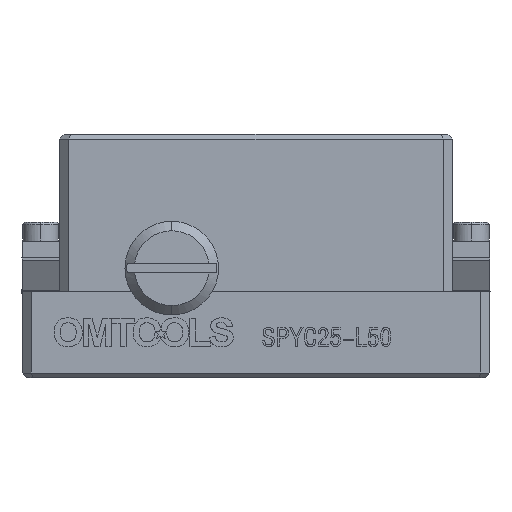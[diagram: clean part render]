
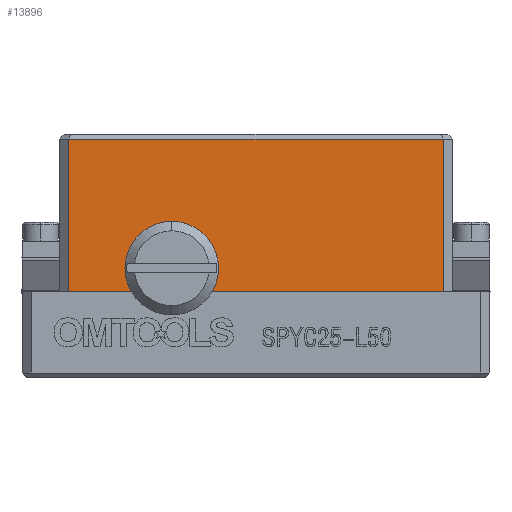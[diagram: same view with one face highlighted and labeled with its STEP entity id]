
A CAD part, front view. The second image highlights one B-rep face of the part: STEP entity #13896.
In plain terms, the highlighted planar face has unit normal (0, -1, 0).
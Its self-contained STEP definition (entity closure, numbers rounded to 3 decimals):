
#331 = EDGE_CURVE ( 'NONE', #14145, #7780, #2693, .T. ) ;
#840 = VECTOR ( 'NONE', #10369, 1000. ) ;
#1769 = DIRECTION ( 'NONE',  ( 1., 0., 0. ) ) ;
#1814 = VECTOR ( 'NONE', #4383, 1000. ) ;
#1980 = CARTESIAN_POINT ( 'NONE',  ( -42.435, -12.5, 25.42 ) ) ;
#2126 = DIRECTION ( 'NONE',  ( 0., 0., 1. ) ) ;
#2693 = LINE ( 'NONE', #9331, #2913 ) ;
#2737 = EDGE_CURVE ( 'NONE', #11433, #4970, #2991, .T. ) ;
#2814 = AXIS2_PLACEMENT_3D ( 'NONE', #11390, #3478, #1769 ) ;
#2913 = VECTOR ( 'NONE', #7884, 1000. ) ;
#2991 = CIRCLE ( 'NONE', #13156, 1.5 ) ;
#3115 = FACE_OUTER_BOUND ( 'NONE', #11478, .T. ) ;
#3194 = EDGE_CURVE ( 'NONE', #4970, #11433, #5403, .T. ) ;
#3478 = DIRECTION ( 'NONE',  ( 0., -1., 0. ) ) ;
#4150 = VERTEX_POINT ( 'NONE', #7137 ) ;
#4383 = DIRECTION ( 'NONE',  ( 0., 0., -1. ) ) ;
#4736 = PLANE ( 'NONE',  #11167 ) ;
#4797 = EDGE_LOOP ( 'NONE', ( #13538, #14462 ) ) ;
#4855 = CARTESIAN_POINT ( 'NONE',  ( -29.935, -12.5, 11.62 ) ) ;
#4970 = VERTEX_POINT ( 'NONE', #4855 ) ;
#5403 = CIRCLE ( 'NONE', #2814, 1.5 ) ;
#5412 = CARTESIAN_POINT ( 'NONE',  ( -2.435, -12.5, 25.42 ) ) ;
#5577 = LINE ( 'NONE', #13993, #8590 ) ;
#5794 = CARTESIAN_POINT ( 'NONE',  ( -2.435, -12.5, 17.27 ) ) ;
#6182 = FACE_BOUND ( 'NONE', #4797, .T. ) ;
#6534 = DIRECTION ( 'NONE',  ( -1., 0., 0. ) ) ;
#6568 = ORIENTED_EDGE ( 'NONE', *, *, #331, .F. ) ;
#6795 = DIRECTION ( 'NONE',  ( 1., 0., 0. ) ) ;
#7137 = CARTESIAN_POINT ( 'NONE',  ( -2.435, -12.5, 9.12 ) ) ;
#7780 = VERTEX_POINT ( 'NONE', #1980 ) ;
#7884 = DIRECTION ( 'NONE',  ( 0., 0., 1. ) ) ;
#8104 = EDGE_CURVE ( 'NONE', #4150, #14145, #9160, .T. ) ;
#8590 = VECTOR ( 'NONE', #6534, 1000. ) ;
#9080 = CARTESIAN_POINT ( 'NONE',  ( -32.935, -12.5, 11.62 ) ) ;
#9160 = LINE ( 'NONE', #14225, #840 ) ;
#9331 = CARTESIAN_POINT ( 'NONE',  ( -42.435, -12.5, 17.27 ) ) ;
#9516 = VERTEX_POINT ( 'NONE', #5412 ) ;
#10369 = DIRECTION ( 'NONE',  ( -1., 0., 0. ) ) ;
#11167 = AXIS2_PLACEMENT_3D ( 'NONE', #11497, #12937, #2126 ) ;
#11390 = CARTESIAN_POINT ( 'NONE',  ( -31.435, -12.5, 11.62 ) ) ;
#11433 = VERTEX_POINT ( 'NONE', #9080 ) ;
#11478 = EDGE_LOOP ( 'NONE', ( #6568, #12698, #13161, #14002 ) ) ;
#11497 = CARTESIAN_POINT ( 'NONE',  ( -42.435, -12.5, 9.12 ) ) ;
#12072 = EDGE_CURVE ( 'NONE', #9516, #7780, #5577, .T. ) ;
#12698 = ORIENTED_EDGE ( 'NONE', *, *, #8104, .F. ) ;
#12937 = DIRECTION ( 'NONE',  ( 0., 1., 0. ) ) ;
#13156 = AXIS2_PLACEMENT_3D ( 'NONE', #13301, #13539, #6795 ) ;
#13161 = ORIENTED_EDGE ( 'NONE', *, *, #13180, .F. ) ;
#13180 = EDGE_CURVE ( 'NONE', #9516, #4150, #14687, .T. ) ;
#13301 = CARTESIAN_POINT ( 'NONE',  ( -31.435, -12.5, 11.62 ) ) ;
#13538 = ORIENTED_EDGE ( 'NONE', *, *, #3194, .F. ) ;
#13539 = DIRECTION ( 'NONE',  ( 0., -1., 0. ) ) ;
#13896 = ADVANCED_FACE ( 'NONE', ( #6182, #3115 ), #4736, .F. ) ;
#13993 = CARTESIAN_POINT ( 'NONE',  ( -22.435, -12.5, 25.42 ) ) ;
#14002 = ORIENTED_EDGE ( 'NONE', *, *, #12072, .T. ) ;
#14145 = VERTEX_POINT ( 'NONE', #14171 ) ;
#14171 = CARTESIAN_POINT ( 'NONE',  ( -42.435, -12.5, 9.12 ) ) ;
#14225 = CARTESIAN_POINT ( 'NONE',  ( -22.435, -12.5, 9.12 ) ) ;
#14462 = ORIENTED_EDGE ( 'NONE', *, *, #2737, .F. ) ;
#14687 = LINE ( 'NONE', #5794, #1814 ) ;
